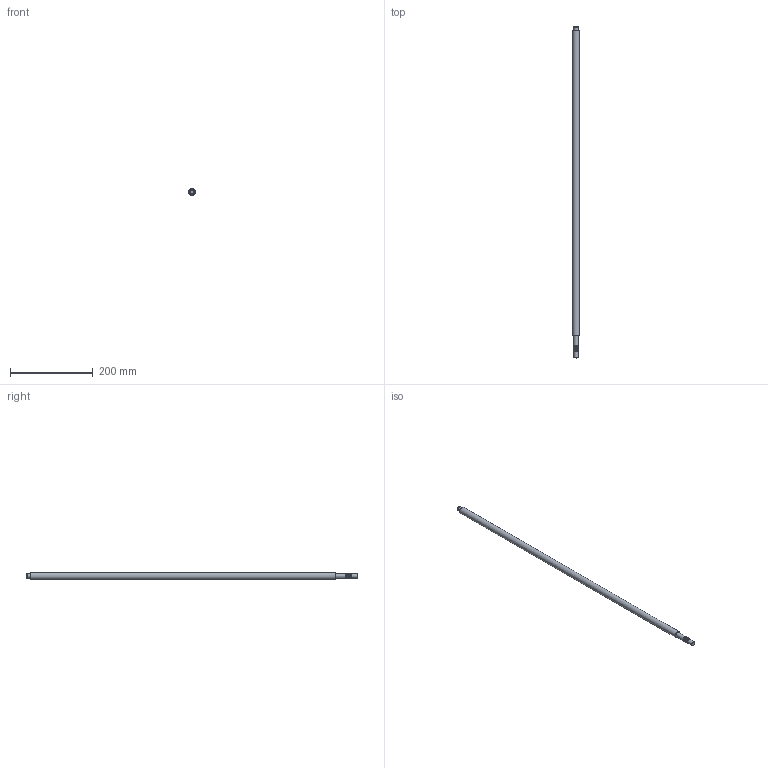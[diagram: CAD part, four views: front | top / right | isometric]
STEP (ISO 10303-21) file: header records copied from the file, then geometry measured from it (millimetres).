
FILE_DESCRIPTION(/* description */ (''),/* implementation_level */ '2;1');
FILE_NAME(/* name */ '39b2a046-2308-4161-9a1c-07168adac8b1.stp',/* time_stamp */ '2022-10-12T22:11:01Z',/* author */ (''),/* organization */ (''),/* preprocessor_version */ 'ST-DEVELOPER v19',/* originating_system */ 'Autodesk Translation Framework v11.7.0.108',/* authorisation */ '');
FILE_SCHEMA (('AUTOMOTIVE_DESIGN { 1 0 10303 214 3 1 1 }'));
Length unit declared in the file: millimetre
Products named in the file (1): SFU1605-Y
Bounding box: 16.05 x 800 x 16.05 mm (x, y, z)
Volume: 154838.8 mm3; surface area: 40044.2 mm2
Topology: 1 solids, 1 shells, 35 faces, 82 edges, 54 vertices
Faces by surface type: cylinder 24, plane 9, bspline 2
Full cylindrical faces by diameter (mm): 8.85 x1, 9.836 x7, 10 x3, 11.834 x7, 12 x1, 16.05 x1
Entity records: 3184 total; most frequent: CARTESIAN_POINT 2408, ORIENTED_EDGE 164, DIRECTION 126, EDGE_CURVE 82, VERTEX_POINT 54, AXIS2_PLACEMENT_3D 52, B_SPLINE_CURVE_WITH_KNOTS 42, EDGE_LOOP 40
